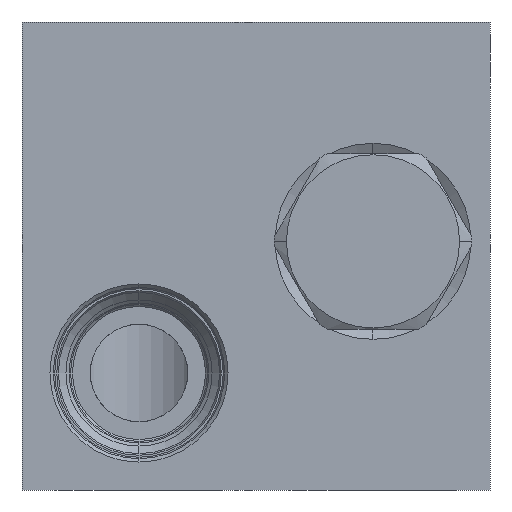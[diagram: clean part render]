
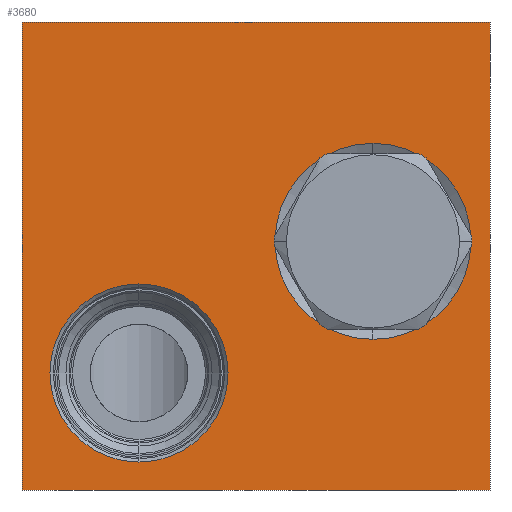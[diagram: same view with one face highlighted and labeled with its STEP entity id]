
A CAD part, left-side view. The second image highlights one B-rep face of the part: STEP entity #3680.
In plain terms, the highlighted planar face has unit normal (-1, 0, 0).
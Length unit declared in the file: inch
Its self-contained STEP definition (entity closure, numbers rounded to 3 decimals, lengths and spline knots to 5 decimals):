
#1=DIRECTION('',(0.,-1.,0.));
#2=VECTOR('',#1,3.);
#3=CARTESIAN_POINT('',(0.,0.,0.));
#4=LINE('',#3,#2);
#37=DIRECTION('',(0.,0.,1.));
#38=VECTOR('',#37,3.);
#39=CARTESIAN_POINT('',(0.,0.,0.));
#40=LINE('',#39,#38);
#41=CARTESIAN_POINT('',(0.,-2.25,1.594));
#42=DIRECTION('',(1.,0.,0.));
#43=DIRECTION('',(0.,0.,-1.));
#44=AXIS2_PLACEMENT_3D('',#41,#42,#43);
#46=CARTESIAN_POINT('',(0.,-2.25,1.594));
#47=DIRECTION('',(1.,0.,0.));
#48=DIRECTION('',(0.,0.,1.));
#49=AXIS2_PLACEMENT_3D('',#46,#47,#48);
#51=CARTESIAN_POINT('',(0.,-0.75,0.75));
#52=DIRECTION('',(1.,0.,0.));
#53=DIRECTION('',(0.,0.,-1.));
#54=AXIS2_PLACEMENT_3D('',#51,#52,#53);
#56=CARTESIAN_POINT('',(0.,-0.75,0.75));
#57=DIRECTION('',(1.,0.,0.));
#58=DIRECTION('',(0.,0.,1.));
#59=AXIS2_PLACEMENT_3D('',#56,#57,#58);
#109=DIRECTION('',(0.,0.,1.));
#110=VECTOR('',#109,3.);
#111=CARTESIAN_POINT('',(0.,-3.,0.));
#112=LINE('',#111,#110);
#133=DIRECTION('',(0.,-1.,0.));
#134=VECTOR('',#133,3.);
#135=CARTESIAN_POINT('',(0.,0.,3.));
#136=LINE('',#135,#134);
#3194=CARTESIAN_POINT('',(0.,0.,0.));
#3195=CARTESIAN_POINT('',(0.,-3.,0.));
#3196=VERTEX_POINT('',#3194);
#3197=VERTEX_POINT('',#3195);
#3202=CARTESIAN_POINT('',(0.,0.,3.));
#3203=CARTESIAN_POINT('',(0.,-3.,3.));
#3204=VERTEX_POINT('',#3202);
#3205=VERTEX_POINT('',#3203);
#3536=CARTESIAN_POINT('',(0.,-2.25,0.96571));
#3537=CARTESIAN_POINT('',(0.,-2.25,2.22229));
#3538=VERTEX_POINT('',#3536);
#3539=VERTEX_POINT('',#3537);
#3604=CARTESIAN_POINT('',(0.,-0.75,0.179));
#3605=CARTESIAN_POINT('',(0.,-0.75,1.321));
#3606=VERTEX_POINT('',#3604);
#3607=VERTEX_POINT('',#3605);
#3654=CARTESIAN_POINT('',(0.,0.,0.));
#3655=DIRECTION('',(-1.,0.,0.));
#3656=DIRECTION('',(0.,-1.,0.));
#3657=AXIS2_PLACEMENT_3D('',#3654,#3655,#3656);
#3658=PLANE('',#3657);
#3659=ORIENTED_EDGE('',*,*,#3631,.F.);
#3661=ORIENTED_EDGE('',*,*,#3660,.T.);
#3663=ORIENTED_EDGE('',*,*,#3662,.T.);
#3665=ORIENTED_EDGE('',*,*,#3664,.F.);
#3666=EDGE_LOOP('',(#3659,#3661,#3663,#3665));
#3667=FACE_OUTER_BOUND('',#3666,.F.);
#3669=ORIENTED_EDGE('',*,*,#3668,.F.);
#3671=ORIENTED_EDGE('',*,*,#3670,.F.);
#3672=EDGE_LOOP('',(#3669,#3671));
#3673=FACE_BOUND('',#3672,.F.);
#3675=ORIENTED_EDGE('',*,*,#3674,.F.);
#3677=ORIENTED_EDGE('',*,*,#3676,.F.);
#3678=EDGE_LOOP('',(#3675,#3677));
#3679=FACE_BOUND('',#3678,.F.);
#3680=ADVANCED_FACE('',(#3667,#3673,#3679),#3658,.T.);
#45=CIRCLE('',#44,0.62829);
#50=CIRCLE('',#49,0.62829);
#55=CIRCLE('',#54,0.571);
#60=CIRCLE('',#59,0.571);
#3631=EDGE_CURVE('',#3196,#3197,#4,.T.);
#3660=EDGE_CURVE('',#3196,#3204,#40,.T.);
#3662=EDGE_CURVE('',#3204,#3205,#136,.T.);
#3664=EDGE_CURVE('',#3197,#3205,#112,.T.);
#3668=EDGE_CURVE('',#3538,#3539,#45,.T.);
#3670=EDGE_CURVE('',#3539,#3538,#50,.T.);
#3674=EDGE_CURVE('',#3606,#3607,#55,.T.);
#3676=EDGE_CURVE('',#3607,#3606,#60,.T.);
